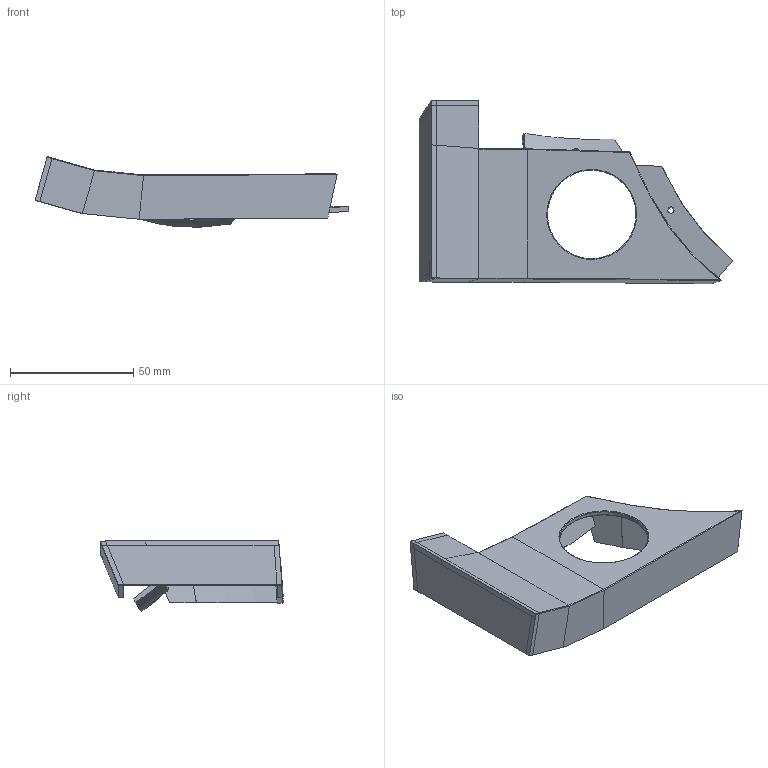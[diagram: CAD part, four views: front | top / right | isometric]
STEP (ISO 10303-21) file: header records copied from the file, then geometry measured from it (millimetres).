
FILE_DESCRIPTION(/* description */ (''),/* implementation_level */ '2;1');
FILE_NAME(/* name */ 'Right-hand trackball sidecar v6.step',/* time_stamp */ '2024-09-25T10:21:35-04:00',/* author */ (''),/* organization */ (''),/* preprocessor_version */ 'ST-DEVELOPER v20',/* originating_system */ 'Autodesk Translation Framework v13.14.0.145',/* authorisation */ '');
FILE_SCHEMA (('AUTOMOTIVE_DESIGN { 1 0 10303 214 3 1 1 }'));
Length unit declared in the file: millimetre
Products named in the file (1): Glove80_LH_Side_Car_Template_v7_with_trackball_cave
Bounding box: 127.62 x 74.47 x 28.7 mm (x, y, z)
Volume: 7535.5 mm3; surface area: 23744.1 mm2
Topology: 6 solids, 56 shells, 93 faces, 338 edges, 302 vertices
Faces by surface type: plane 62, bspline 25, cylinder 3, cone 3
Full cylindrical faces by diameter (mm): 2.6 x2, 36 x1
Entity records: 5950 total; most frequent: CARTESIAN_POINT 3283, ORIENTED_EDGE 433, DIRECTION 389, EDGE_CURVE 338, VERTEX_POINT 302, LINE 207, VECTOR 207, EDGE_LOOP 99
